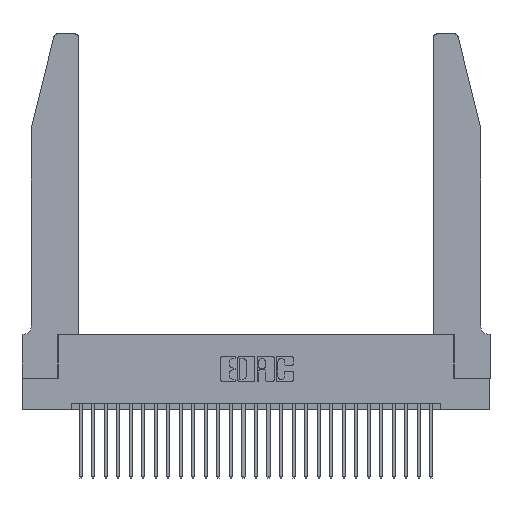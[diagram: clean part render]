
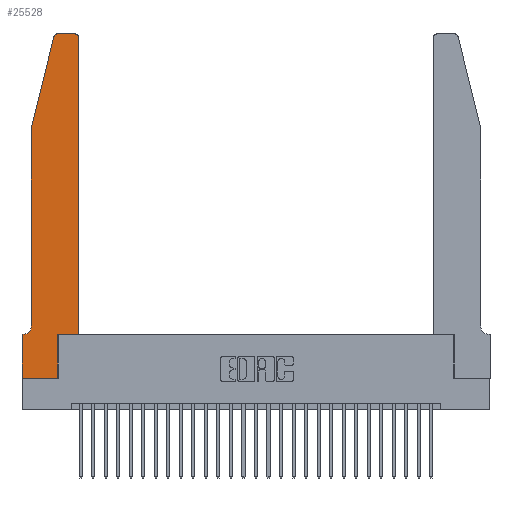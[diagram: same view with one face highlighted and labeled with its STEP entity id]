
A CAD part, top view. The second image highlights one B-rep face of the part: STEP entity #25528.
In plain terms, the highlighted planar face has unit normal (0, 0, 1).
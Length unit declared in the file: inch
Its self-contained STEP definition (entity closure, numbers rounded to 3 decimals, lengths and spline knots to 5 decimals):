
#151 = VERTEX_POINT ( 'NONE', #25664 ) ;
#353 = ORIENTED_EDGE ( 'NONE', *, *, #7259, .T. ) ;
#752 = EDGE_LOOP ( 'NONE', ( #15857, #5172, #6605, #13359, #8047, #20699, #16232, #1466, #20361, #3704, #353, #1850 ) ) ;
#1185 = LINE ( 'NONE', #28078, #6704 ) ;
#1236 = DIRECTION ( 'NONE',  ( 1., 0., 0. ) ) ;
#1445 = DIRECTION ( 'NONE',  ( -1., 0., 0. ) ) ;
#1452 = VERTEX_POINT ( 'NONE', #15143 ) ;
#1466 = ORIENTED_EDGE ( 'NONE', *, *, #10996, .T. ) ;
#1566 = DIRECTION ( 'NONE',  ( 0., -1., 0. ) ) ;
#1850 = ORIENTED_EDGE ( 'NONE', *, *, #21336, .T. ) ;
#1881 = CARTESIAN_POINT ( 'NONE',  ( 0.0055, 0.35, 0.37 ) ) ;
#1912 = EDGE_CURVE ( 'NONE', #25101, #151, #26381, .T. ) ;
#2891 = VERTEX_POINT ( 'NONE', #7097 ) ;
#3445 = CIRCLE ( 'NONE', #26841, 0.03 ) ;
#3509 = CARTESIAN_POINT ( 'NONE',  ( 0.0755, 2., 0.37 ) ) ;
#3649 = DIRECTION ( 'NONE',  ( -1., 0., 0. ) ) ;
#3692 = EDGE_CURVE ( 'NONE', #23425, #9078, #1185, .T. ) ;
#3704 = ORIENTED_EDGE ( 'NONE', *, *, #1912, .T. ) ;
#3715 = DIRECTION ( 'NONE',  ( 0., 0., 1. ) ) ;
#3942 = DIRECTION ( 'NONE',  ( 0., 0., -1. ) ) ;
#4170 = LINE ( 'NONE', #15322, #22164 ) ;
#4760 = LINE ( 'NONE', #5027, #10118 ) ;
#4775 = DIRECTION ( 'NONE',  ( 0., 0., 1. ) ) ;
#5027 = CARTESIAN_POINT ( 'NONE',  ( 0.2865, 0.35, 0.37 ) ) ;
#5172 = ORIENTED_EDGE ( 'NONE', *, *, #28362, .T. ) ;
#5279 = EDGE_CURVE ( 'NONE', #17519, #6594, #5921, .T. ) ;
#5768 = DIRECTION ( 'NONE',  ( -0.239, -0.971, 0. ) ) ;
#5921 = CIRCLE ( 'NONE', #27278, 0.07 ) ;
#6137 = LINE ( 'NONE', #13066, #27826 ) ;
#6594 = VERTEX_POINT ( 'NONE', #1881 ) ;
#6605 = ORIENTED_EDGE ( 'NONE', *, *, #3692, .T. ) ;
#6704 = VECTOR ( 'NONE', #5768, 39.37008 ) ;
#6846 = VECTOR ( 'NONE', #3649, 39.37008 ) ;
#7097 = CARTESIAN_POINT ( 'NONE',  ( 0.284, 2.75, 0.37 ) ) ;
#7259 = EDGE_CURVE ( 'NONE', #151, #1452, #4170, .T. ) ;
#7704 = CARTESIAN_POINT ( 'NONE',  ( 0.4205, 2.75, 0.37 ) ) ;
#8047 = ORIENTED_EDGE ( 'NONE', *, *, #5279, .T. ) ;
#9078 = VERTEX_POINT ( 'NONE', #3509 ) ;
#10053 = VECTOR ( 'NONE', #1236, 39.37008 ) ;
#10118 = VECTOR ( 'NONE', #18580, 39.37008 ) ;
#10628 = CARTESIAN_POINT ( 'NONE',  ( 0.4505, 0.35, 0.37 ) ) ;
#10728 = DIRECTION ( 'NONE',  ( 1., 0., 0. ) ) ;
#10772 = CARTESIAN_POINT ( 'NONE',  ( 0.25487, 2.72718, 0.37 ) ) ;
#10996 = EDGE_CURVE ( 'NONE', #19242, #19447, #21958, .T. ) ;
#11038 = EDGE_CURVE ( 'NONE', #11412, #19242, #20582, .T. ) ;
#11344 = LINE ( 'NONE', #28495, #23192 ) ;
#11412 = VERTEX_POINT ( 'NONE', #23143 ) ;
#11892 = CARTESIAN_POINT ( 'NONE',  ( 0.2865, 0.35, 0.37 ) ) ;
#12760 = DIRECTION ( 'NONE',  ( 0., 0., 1. ) ) ;
#12887 = LINE ( 'NONE', #19424, #6846 ) ;
#12964 = CARTESIAN_POINT ( 'NONE',  ( 0., 0., 0.37 ) ) ;
#13066 = CARTESIAN_POINT ( 'NONE',  ( 0.0755, 2., 0.37 ) ) ;
#13359 = ORIENTED_EDGE ( 'NONE', *, *, #27721, .T. ) ;
#13836 = CARTESIAN_POINT ( 'NONE',  ( 0., 0.35, 0.37 ) ) ;
#14694 = VECTOR ( 'NONE', #26235, 39.37008 ) ;
#15143 = CARTESIAN_POINT ( 'NONE',  ( 0.4505, 2.72, 0.37 ) ) ;
#15322 = CARTESIAN_POINT ( 'NONE',  ( 0.4505, 0.35, 0.37 ) ) ;
#15857 = ORIENTED_EDGE ( 'NONE', *, *, #16985, .T. ) ;
#16232 = ORIENTED_EDGE ( 'NONE', *, *, #11038, .T. ) ;
#16985 = EDGE_CURVE ( 'NONE', #25175, #2891, #11344, .T. ) ;
#17357 = CARTESIAN_POINT ( 'NONE',  ( 0.284, 2.72, 0.37 ) ) ;
#17382 = AXIS2_PLACEMENT_3D ( 'NONE', #17357, #3715, #19585 ) ;
#17462 = CARTESIAN_POINT ( 'NONE',  ( 0.2865, 0., 0.37 ) ) ;
#17519 = VERTEX_POINT ( 'NONE', #19574 ) ;
#17565 = CARTESIAN_POINT ( 'NONE',  ( 0.0055, 0.42, 0.37 ) ) ;
#18580 = DIRECTION ( 'NONE',  ( 0., 1., 0. ) ) ;
#19242 = VERTEX_POINT ( 'NONE', #21253 ) ;
#19424 = CARTESIAN_POINT ( 'NONE',  ( 0.0755, 0.35, 0.37 ) ) ;
#19447 = VERTEX_POINT ( 'NONE', #17462 ) ;
#19574 = CARTESIAN_POINT ( 'NONE',  ( 0.0755, 0.42, 0.37 ) ) ;
#19585 = DIRECTION ( 'NONE',  ( 1., 0., 0. ) ) ;
#19783 = DIRECTION ( 'NONE',  ( -1., 0., 0. ) ) ;
#20361 = ORIENTED_EDGE ( 'NONE', *, *, #24480, .T. ) ;
#20544 = VECTOR ( 'NONE', #10728, 39.37008 ) ;
#20553 = DIRECTION ( 'NONE',  ( 1., 0., 0. ) ) ;
#20582 = LINE ( 'NONE', #12964, #14694 ) ;
#20699 = ORIENTED_EDGE ( 'NONE', *, *, #27644, .T. ) ;
#21253 = CARTESIAN_POINT ( 'NONE',  ( 0., 0., 0.37 ) ) ;
#21336 = EDGE_CURVE ( 'NONE', #1452, #25175, #3445, .T. ) ;
#21743 = FACE_OUTER_BOUND ( 'NONE', #752, .T. ) ;
#21958 = LINE ( 'NONE', #28320, #10053 ) ;
#22164 = VECTOR ( 'NONE', #26310, 39.37008 ) ;
#22666 = PLANE ( 'NONE',  #28608 ) ;
#23143 = CARTESIAN_POINT ( 'NONE',  ( 0., 0.35, 0.37 ) ) ;
#23192 = VECTOR ( 'NONE', #1445, 39.37008 ) ;
#23425 = VERTEX_POINT ( 'NONE', #10772 ) ;
#24480 = EDGE_CURVE ( 'NONE', #19447, #25101, #4760, .T. ) ;
#24973 = CIRCLE ( 'NONE', #17382, 0.03 ) ;
#25101 = VERTEX_POINT ( 'NONE', #11892 ) ;
#25175 = VERTEX_POINT ( 'NONE', #7704 ) ;
#25528 = ADVANCED_FACE ( 'NONE', ( #21743 ), #22666, .T. ) ;
#25664 = CARTESIAN_POINT ( 'NONE',  ( 0.4505, 0.35, 0.37 ) ) ;
#26017 = CARTESIAN_POINT ( 'NONE',  ( 0.4205, 2.72, 0.37 ) ) ;
#26235 = DIRECTION ( 'NONE',  ( 0., -1., 0. ) ) ;
#26310 = DIRECTION ( 'NONE',  ( 0., 1., 0. ) ) ;
#26381 = LINE ( 'NONE', #10628, #20544 ) ;
#26841 = AXIS2_PLACEMENT_3D ( 'NONE', #26017, #12760, #28297 ) ;
#27278 = AXIS2_PLACEMENT_3D ( 'NONE', #17565, #3942, #19783 ) ;
#27644 = EDGE_CURVE ( 'NONE', #6594, #11412, #12887, .T. ) ;
#27721 = EDGE_CURVE ( 'NONE', #9078, #17519, #6137, .T. ) ;
#27826 = VECTOR ( 'NONE', #1566, 39.37008 ) ;
#28078 = CARTESIAN_POINT ( 'NONE',  ( 0.0755, 2., 0.37 ) ) ;
#28297 = DIRECTION ( 'NONE',  ( 1., 0., 0. ) ) ;
#28320 = CARTESIAN_POINT ( 'NONE',  ( 0., 0., 0.37 ) ) ;
#28362 = EDGE_CURVE ( 'NONE', #2891, #23425, #24973, .T. ) ;
#28495 = CARTESIAN_POINT ( 'NONE',  ( 0.2605, 2.75, 0.37 ) ) ;
#28608 = AXIS2_PLACEMENT_3D ( 'NONE', #13836, #4775, #20553 ) ;
